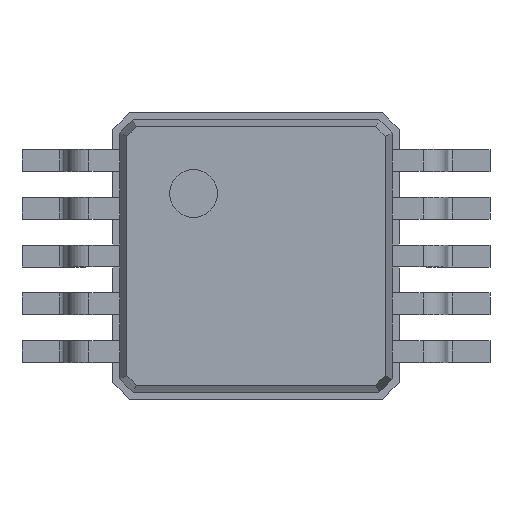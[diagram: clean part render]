
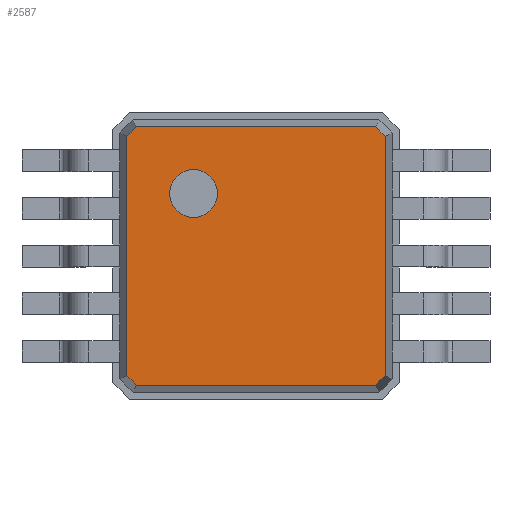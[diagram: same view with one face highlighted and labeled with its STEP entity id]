
A CAD part, top view. The second image highlights one B-rep face of the part: STEP entity #2587.
In plain terms, the highlighted planar face has unit normal (0, 0, 1).
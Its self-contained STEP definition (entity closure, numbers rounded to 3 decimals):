
#13=DIRECTION('',(0.,0.,1.));
#27=VECTOR('',#28,1.);
#28=DIRECTION('',(1.,0.,0.));
#52=VECTOR('',#53,1.);
#53=DIRECTION('',(0.707,0.707,0.));
#59=VECTOR('',#60,1.);
#60=DIRECTION('',(0.,1.,0.));
#66=VECTOR('',#67,1.);
#67=DIRECTION('',(-0.707,0.707,0.));
#73=VECTOR('',#74,1.);
#74=DIRECTION('',(-1.,0.,0.));
#80=VECTOR('',#81,1.);
#81=DIRECTION('',(-0.707,-0.707,0.));
#87=VECTOR('',#88,1.);
#88=DIRECTION('',(0.,-1.,0.));
#92=VECTOR('',#93,1.);
#93=DIRECTION('',(0.707,-0.707,0.));
#988=VERTEX_POINT('',#989);
#989=CARTESIAN_POINT('',(-1.354,1.252,0.95));
#991=ORIENTED_EDGE('',*,*,#992,.F.);
#992=EDGE_CURVE('',#993,#988,#995,.T.);
#993=VERTEX_POINT('',#994);
#994=CARTESIAN_POINT('',(-1.354,-1.252,0.95));
#995=LINE('',#994,#59);
#1006=VERTEX_POINT('',#1007);
#1007=CARTESIAN_POINT('',(-1.252,1.354,0.95));
#1009=ORIENTED_EDGE('',*,*,#1010,.F.);
#1010=EDGE_CURVE('',#988,#1006,#1011,.T.);
#1011=LINE('',#989,#52);
#1020=VERTEX_POINT('',#1021);
#1021=CARTESIAN_POINT('',(1.252,1.354,0.95));
#1023=ORIENTED_EDGE('',*,*,#1024,.F.);
#1024=EDGE_CURVE('',#1006,#1020,#1025,.T.);
#1025=LINE('',#1007,#27);
#1034=VERTEX_POINT('',#1035);
#1035=CARTESIAN_POINT('',(1.354,1.252,0.95));
#1037=ORIENTED_EDGE('',*,*,#1038,.F.);
#1038=EDGE_CURVE('',#1020,#1034,#1039,.T.);
#1039=LINE('',#1021,#92);
#1088=VERTEX_POINT('',#1089);
#1089=CARTESIAN_POINT('',(1.354,-1.252,0.95));
#1091=ORIENTED_EDGE('',*,*,#1092,.F.);
#1092=EDGE_CURVE('',#1034,#1088,#1093,.T.);
#1093=LINE('',#1035,#87);
#2587=ADVANCED_FACE('',(#2588,#2603),#2613,.T.);
#2588=FACE_BOUND('',#2589,.T.);
#2589=EDGE_LOOP('',(#1023,#1009,#991,#2590,#2595,#2600,#1091,#1037));
#2590=ORIENTED_EDGE('',*,*,#2591,.F.);
#2591=EDGE_CURVE('',#2592,#993,#2594,.T.);
#2592=VERTEX_POINT('',#2593);
#2593=CARTESIAN_POINT('',(-1.252,-1.354,0.95));
#2594=LINE('',#2593,#66);
#2595=ORIENTED_EDGE('',*,*,#2596,.F.);
#2596=EDGE_CURVE('',#2597,#2592,#2599,.T.);
#2597=VERTEX_POINT('',#2598);
#2598=CARTESIAN_POINT('',(1.252,-1.354,0.95));
#2599=LINE('',#2598,#73);
#2600=ORIENTED_EDGE('',*,*,#2601,.F.);
#2601=EDGE_CURVE('',#1088,#2597,#2602,.T.);
#2602=LINE('',#1089,#80);
#2603=FACE_BOUND('',#2604,.T.);
#2604=EDGE_LOOP('',(#2605));
#2605=ORIENTED_EDGE('',*,*,#2606,.T.);
#2606=EDGE_CURVE('',#2607,#2607,#2609,.T.);
#2607=VERTEX_POINT('',#2608);
#2608=CARTESIAN_POINT('',(-0.654,0.404,0.95));
#2609=CIRCLE('',#2610,0.25);
#2610=AXIS2_PLACEMENT_3D('',#2611,#2612,#88);
#2611=CARTESIAN_POINT('',(-0.654,0.654,0.95));
#2612=DIRECTION('',(0.,-0.,-1.));
#2613=PLANE('',#2614);
#2614=AXIS2_PLACEMENT_3D('',#1007,#13,#2615);
#2615=DIRECTION('',(0.679,-0.734,0.));
